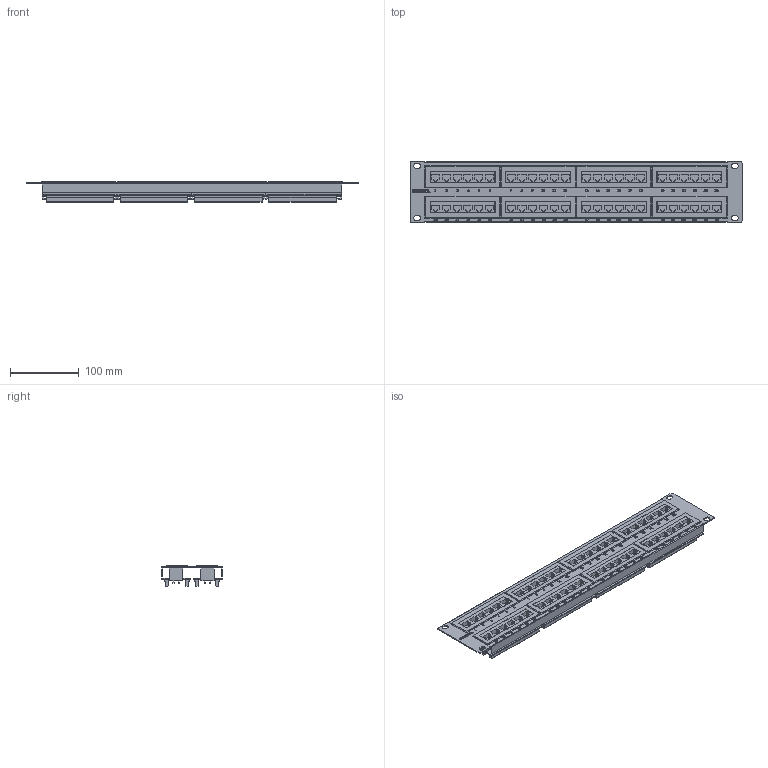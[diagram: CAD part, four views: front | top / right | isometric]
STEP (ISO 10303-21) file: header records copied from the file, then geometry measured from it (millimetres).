
FILE_DESCRIPTION (( 'STEP AP214' ), '1' );
FILE_NAME ('PP48-2UC5EU-K05-G Ïàò÷-ïàíåëü 2U êàò. 5Å UTP 48 ïîðòîâ (Krone) GENERICA.STEP', '2019-10-28T13:05:37', ( '' ), ( '' ), 'SwSTEP 2.0', 'SolidWorks 2017', '' );
FILE_SCHEMA (( 'AUTOMOTIVE_DESIGN' ));
Products named in the file (1): PP48-2UC5EU-K05-G Ïàò÷-ïàíåëü 2U êàò. 5Å UTP 48 ïîðòîâ (Krone) GENERICA
Bounding box: 483 x 88 x 29.3 mm (x, y, z)
Volume: 489856.7 mm3; surface area: 240815.4 mm2
Topology: 1 solids, 1 shells, 3088 faces, 8646 edges, 5752 vertices
Faces by surface type: plane 2071, bspline 947, cylinder 70
Entity records: 136190 total; most frequent: CARTESIAN_POINT 62878, ORIENTED_EDGE 17292, DIRECTION 11168, EDGE_CURVE 8646, VECTOR 6612, LINE 6612, VERTEX_POINT 5752, EDGE_LOOP 3352
